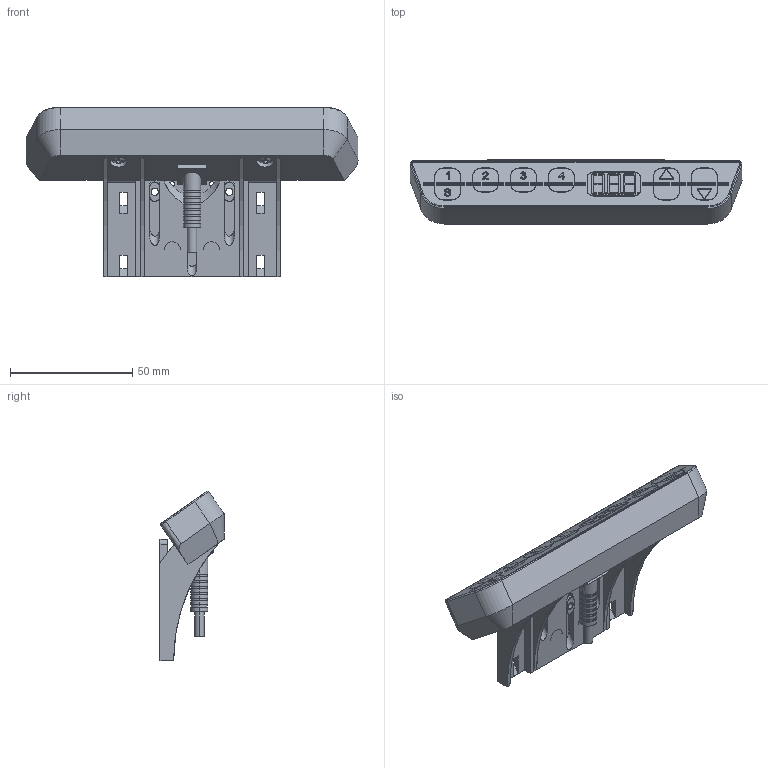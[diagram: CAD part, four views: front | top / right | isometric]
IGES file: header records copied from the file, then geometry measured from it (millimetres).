
Start section: SolidWorks IGES file using analytic representation for surfaces
Global section: file name: HSU-MDF-4M2-LD.IGS; native system: SolidWorks 2012; preprocessor: SolidWorks 2012; author: Rohlfing; date: 140415.115304; units: millimetre
Bounding box: 135.8 x 26.22 x 69.4 mm (x, y, z)
Surface area: 26684.9 mm2 (no closed solid volume)
Topology: 0 solids, 0 shells, 583 faces, 6787 edges, 6784 vertices
Faces by surface type: bspline 446, revolution 137
